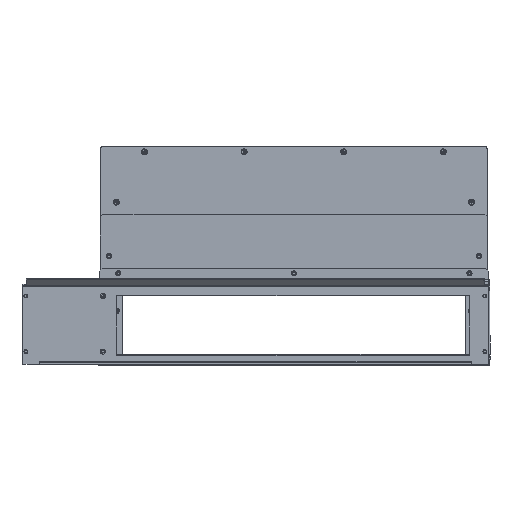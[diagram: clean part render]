
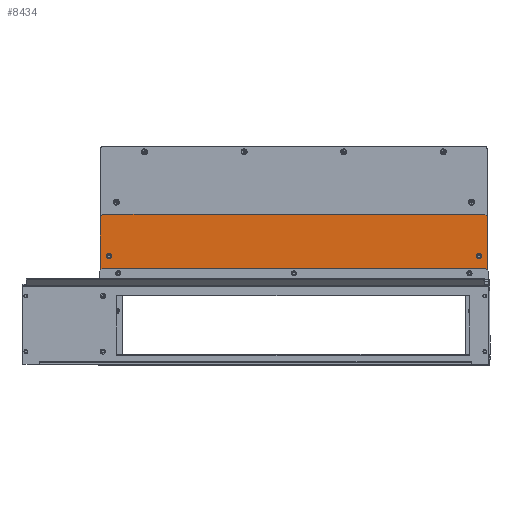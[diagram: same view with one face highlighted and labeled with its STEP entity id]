
A CAD part, top view. The second image highlights one B-rep face of the part: STEP entity #8434.
In plain terms, the highlighted planar face has unit normal (0, 0, 1).
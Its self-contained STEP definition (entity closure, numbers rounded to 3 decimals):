
#151 = CIRCLE ( 'NONE', #5712, 2.59 ) ;
#338 = EDGE_CURVE ( 'NONE', #19072, #18634, #9483, .T. ) ;
#499 = DIRECTION ( 'NONE',  ( 0., 0., 1. ) ) ;
#792 = AXIS2_PLACEMENT_3D ( 'NONE', #17940, #12411, #3325 ) ;
#1136 = AXIS2_PLACEMENT_3D ( 'NONE', #12812, #15829, #2538 ) ;
#1436 = VERTEX_POINT ( 'NONE', #12050 ) ;
#1574 = LINE ( 'NONE', #5614, #1630 ) ;
#1630 = VECTOR ( 'NONE', #16025, 1000. ) ;
#1880 = CARTESIAN_POINT ( 'NONE',  ( -226., 9.5, 0. ) ) ;
#1996 = CIRCLE ( 'NONE', #12845, 2.59 ) ;
#2104 = ORIENTED_EDGE ( 'NONE', *, *, #18475, .F. ) ;
#2266 = ORIENTED_EDGE ( 'NONE', *, *, #10549, .F. ) ;
#2369 = CARTESIAN_POINT ( 'NONE',  ( -228.59, 9.5, 0. ) ) ;
#2463 = PLANE ( 'NONE',  #17698 ) ;
#2538 = DIRECTION ( 'NONE',  ( 1., 0., 0. ) ) ;
#2563 = ORIENTED_EDGE ( 'NONE', *, *, #15389, .F. ) ;
#2811 = ORIENTED_EDGE ( 'NONE', *, *, #11074, .F. ) ;
#2864 = DIRECTION ( 'NONE',  ( 1., 0., 0. ) ) ;
#2896 = CARTESIAN_POINT ( 'NONE',  ( 0., 75.5, 0. ) ) ;
#3321 = VERTEX_POINT ( 'NONE', #16006 ) ;
#3325 = DIRECTION ( 'NONE',  ( 1., 0., 0. ) ) ;
#3379 = AXIS2_PLACEMENT_3D ( 'NONE', #5662, #4240, #2864 ) ;
#3669 = EDGE_LOOP ( 'NONE', ( #2266, #2563 ) ) ;
#3692 = CARTESIAN_POINT ( 'NONE',  ( -442., 29.5, 0. ) ) ;
#3888 = CARTESIAN_POINT ( 'NONE',  ( -226., 9.5, 0. ) ) ;
#3902 = CARTESIAN_POINT ( 'NONE',  ( -18.41, 9.5, 0. ) ) ;
#3930 = FACE_BOUND ( 'NONE', #3669, .T. ) ;
#4082 = DIRECTION ( 'NONE',  ( 1., 0., 0. ) ) ;
#4240 = DIRECTION ( 'NONE',  ( 0., 0., 1. ) ) ;
#4689 = DIRECTION ( 'NONE',  ( 1., 0., 0. ) ) ;
#4782 = DIRECTION ( 'NONE',  ( 1., 0., 0. ) ) ;
#4806 = ORIENTED_EDGE ( 'NONE', *, *, #8597, .T. ) ;
#4897 = LINE ( 'NONE', #17784, #9727 ) ;
#4941 = VERTEX_POINT ( 'NONE', #8428 ) ;
#4950 = EDGE_CURVE ( 'NONE', #5328, #16741, #17127, .T. ) ;
#5061 = VERTEX_POINT ( 'NONE', #2896 ) ;
#5205 = ORIENTED_EDGE ( 'NONE', *, *, #7346, .F. ) ;
#5260 = FACE_BOUND ( 'NONE', #17105, .T. ) ;
#5328 = VERTEX_POINT ( 'NONE', #12912 ) ;
#5378 = DIRECTION ( 'NONE',  ( 1., 0., 0. ) ) ;
#5614 = CARTESIAN_POINT ( 'NONE',  ( -452., 0., 0. ) ) ;
#5662 = CARTESIAN_POINT ( 'NONE',  ( -10., 29.5, 0. ) ) ;
#5712 = AXIS2_PLACEMENT_3D ( 'NONE', #3888, #499, #9805 ) ;
#5808 = CARTESIAN_POINT ( 'NONE',  ( 0., 0., 0. ) ) ;
#5832 = DIRECTION ( 'NONE',  ( 1., 0., 0. ) ) ;
#5887 = ORIENTED_EDGE ( 'NONE', *, *, #4950, .F. ) ;
#5979 = ORIENTED_EDGE ( 'NONE', *, *, #338, .F. ) ;
#6052 = DIRECTION ( 'NONE',  ( -1., 0., 0. ) ) ;
#6519 = VERTEX_POINT ( 'NONE', #11382 ) ;
#6592 = AXIS2_PLACEMENT_3D ( 'NONE', #13120, #19104, #5832 ) ;
#6791 = LINE ( 'NONE', #5808, #12204 ) ;
#6893 = CIRCLE ( 'NONE', #13412, 2.59 ) ;
#7110 = AXIS2_PLACEMENT_3D ( 'NONE', #18867, #10084, #12885 ) ;
#7346 = EDGE_CURVE ( 'NONE', #16741, #5328, #8847, .T. ) ;
#7669 = LINE ( 'NONE', #10796, #12153 ) ;
#7750 = VERTEX_POINT ( 'NONE', #16571 ) ;
#8174 = FACE_BOUND ( 'NONE', #8631, .T. ) ;
#8261 = EDGE_LOOP ( 'NONE', ( #11654, #18611, #15831, #17844, #10680, #4806 ) ) ;
#8272 = CARTESIAN_POINT ( 'NONE',  ( 0., 0., 0. ) ) ;
#8397 = VERTEX_POINT ( 'NONE', #2369 ) ;
#8428 = CARTESIAN_POINT ( 'NONE',  ( -13., 29.5, 0. ) ) ;
#8429 = VERTEX_POINT ( 'NONE', #18827 ) ;
#8434 = ADVANCED_FACE ( 'NONE', ( #8174, #14096, #3930, #5260, #11195, #15761 ), #2463, .T. ) ;
#8585 = EDGE_LOOP ( 'NONE', ( #9533, #2811 ) ) ;
#8597 = EDGE_CURVE ( 'NONE', #5061, #14995, #7669, .T. ) ;
#8631 = EDGE_LOOP ( 'NONE', ( #18215, #2104 ) ) ;
#8847 = CIRCLE ( 'NONE', #792, 3. ) ;
#9252 = CARTESIAN_POINT ( 'NONE',  ( -431., 9.5, 0. ) ) ;
#9483 = CIRCLE ( 'NONE', #1136, 2.59 ) ;
#9533 = ORIENTED_EDGE ( 'NONE', *, *, #18139, .F. ) ;
#9561 = ORIENTED_EDGE ( 'NONE', *, *, #10083, .F. ) ;
#9727 = VECTOR ( 'NONE', #6052, 1000. ) ;
#9805 = DIRECTION ( 'NONE',  ( 1., 0., 0. ) ) ;
#9960 = CARTESIAN_POINT ( 'NONE',  ( -23.59, 9.5, 0. ) ) ;
#10083 = EDGE_CURVE ( 'NONE', #18634, #19072, #1996, .T. ) ;
#10084 = DIRECTION ( 'NONE',  ( 0., 0., 1. ) ) ;
#10549 = EDGE_CURVE ( 'NONE', #8429, #3321, #11269, .T. ) ;
#10680 = ORIENTED_EDGE ( 'NONE', *, *, #18750, .T. ) ;
#10796 = CARTESIAN_POINT ( 'NONE',  ( 37.75, 37.75, 0. ) ) ;
#10797 = CARTESIAN_POINT ( 'NONE',  ( -3., 78.5, 0. ) ) ;
#10843 = CARTESIAN_POINT ( 'NONE',  ( -439., 29.5, 0. ) ) ;
#10997 = EDGE_CURVE ( 'NONE', #14995, #1436, #4897, .T. ) ;
#11074 = EDGE_CURVE ( 'NONE', #16584, #8397, #151, .T. ) ;
#11195 = FACE_BOUND ( 'NONE', #8585, .T. ) ;
#11269 = CIRCLE ( 'NONE', #15337, 2.59 ) ;
#11371 = VERTEX_POINT ( 'NONE', #16379 ) ;
#11382 = CARTESIAN_POINT ( 'NONE',  ( -7., 29.5, 0. ) ) ;
#11654 = ORIENTED_EDGE ( 'NONE', *, *, #10997, .T. ) ;
#12050 = CARTESIAN_POINT ( 'NONE',  ( -449., 78.5, 0. ) ) ;
#12052 = CARTESIAN_POINT ( 'NONE',  ( -263.75, 263.75, 0. ) ) ;
#12136 = DIRECTION ( 'NONE',  ( -0.707, 0.707, 0. ) ) ;
#12153 = VECTOR ( 'NONE', #12136, 1000. ) ;
#12204 = VECTOR ( 'NONE', #16299, 1000. ) ;
#12243 = DIRECTION ( 'NONE',  ( 0., 0., 1. ) ) ;
#12411 = DIRECTION ( 'NONE',  ( 0., 0., 1. ) ) ;
#12737 = DIRECTION ( 'NONE',  ( 1., 0., 0. ) ) ;
#12777 = CARTESIAN_POINT ( 'NONE',  ( 0., 0., 0. ) ) ;
#12812 = CARTESIAN_POINT ( 'NONE',  ( -21., 9.5, 0. ) ) ;
#12845 = AXIS2_PLACEMENT_3D ( 'NONE', #17020, #14508, #5378 ) ;
#12885 = DIRECTION ( 'NONE',  ( 1., 0., 0. ) ) ;
#12912 = CARTESIAN_POINT ( 'NONE',  ( -445., 29.5, 0. ) ) ;
#13120 = CARTESIAN_POINT ( 'NONE',  ( -10., 29.5, 0. ) ) ;
#13266 = CIRCLE ( 'NONE', #3379, 3. ) ;
#13358 = CARTESIAN_POINT ( 'NONE',  ( -223.41, 9.5, 0. ) ) ;
#13412 = AXIS2_PLACEMENT_3D ( 'NONE', #1880, #15076, #4689 ) ;
#13748 = LINE ( 'NONE', #12777, #17636 ) ;
#13879 = LINE ( 'NONE', #12052, #18606 ) ;
#14033 = DIRECTION ( 'NONE',  ( 1., 0., 0. ) ) ;
#14096 = FACE_BOUND ( 'NONE', #16116, .T. ) ;
#14198 = DIRECTION ( 'NONE',  ( 0., 0., 1. ) ) ;
#14495 = EDGE_CURVE ( 'NONE', #4941, #6519, #13266, .T. ) ;
#14508 = DIRECTION ( 'NONE',  ( 0., 0., 1. ) ) ;
#14977 = CIRCLE ( 'NONE', #6592, 3. ) ;
#14995 = VERTEX_POINT ( 'NONE', #10797 ) ;
#15076 = DIRECTION ( 'NONE',  ( 0., 0., 1. ) ) ;
#15167 = EDGE_CURVE ( 'NONE', #11371, #15544, #13748, .T. ) ;
#15337 = AXIS2_PLACEMENT_3D ( 'NONE', #9252, #12243, #4782 ) ;
#15389 = EDGE_CURVE ( 'NONE', #3321, #8429, #17021, .T. ) ;
#15448 = DIRECTION ( 'NONE',  ( -0.707, -0.707, 0. ) ) ;
#15544 = VERTEX_POINT ( 'NONE', #17893 ) ;
#15761 = FACE_OUTER_BOUND ( 'NONE', #8261, .T. ) ;
#15829 = DIRECTION ( 'NONE',  ( 0., 0., 1. ) ) ;
#15831 = ORIENTED_EDGE ( 'NONE', *, *, #16208, .T. ) ;
#15893 = EDGE_CURVE ( 'NONE', #1436, #7750, #13879, .T. ) ;
#16006 = CARTESIAN_POINT ( 'NONE',  ( -428.41, 9.5, 0. ) ) ;
#16025 = DIRECTION ( 'NONE',  ( 0., -1., 0. ) ) ;
#16116 = EDGE_LOOP ( 'NONE', ( #5887, #5205 ) ) ;
#16208 = EDGE_CURVE ( 'NONE', #7750, #11371, #1574, .T. ) ;
#16299 = DIRECTION ( 'NONE',  ( 0., 1., 0. ) ) ;
#16379 = CARTESIAN_POINT ( 'NONE',  ( -452., 0., 0. ) ) ;
#16571 = CARTESIAN_POINT ( 'NONE',  ( -452., 75.5, 0. ) ) ;
#16584 = VERTEX_POINT ( 'NONE', #13358 ) ;
#16741 = VERTEX_POINT ( 'NONE', #10843 ) ;
#17020 = CARTESIAN_POINT ( 'NONE',  ( -21., 9.5, 0. ) ) ;
#17021 = CIRCLE ( 'NONE', #7110, 2.59 ) ;
#17105 = EDGE_LOOP ( 'NONE', ( #5979, #9561 ) ) ;
#17127 = CIRCLE ( 'NONE', #18340, 3. ) ;
#17260 = DIRECTION ( 'NONE',  ( 0., 0., 1. ) ) ;
#17636 = VECTOR ( 'NONE', #14033, 1000. ) ;
#17698 = AXIS2_PLACEMENT_3D ( 'NONE', #8272, #14198, #12737 ) ;
#17784 = CARTESIAN_POINT ( 'NONE',  ( 0., 78.5, 0. ) ) ;
#17844 = ORIENTED_EDGE ( 'NONE', *, *, #15167, .T. ) ;
#17893 = CARTESIAN_POINT ( 'NONE',  ( 0., 0., 0. ) ) ;
#17940 = CARTESIAN_POINT ( 'NONE',  ( -442., 29.5, 0. ) ) ;
#18139 = EDGE_CURVE ( 'NONE', #8397, #16584, #6893, .T. ) ;
#18215 = ORIENTED_EDGE ( 'NONE', *, *, #14495, .F. ) ;
#18340 = AXIS2_PLACEMENT_3D ( 'NONE', #3692, #17260, #4082 ) ;
#18475 = EDGE_CURVE ( 'NONE', #6519, #4941, #14977, .T. ) ;
#18606 = VECTOR ( 'NONE', #15448, 1000. ) ;
#18611 = ORIENTED_EDGE ( 'NONE', *, *, #15893, .T. ) ;
#18634 = VERTEX_POINT ( 'NONE', #3902 ) ;
#18750 = EDGE_CURVE ( 'NONE', #15544, #5061, #6791, .T. ) ;
#18827 = CARTESIAN_POINT ( 'NONE',  ( -433.59, 9.5, 0. ) ) ;
#18867 = CARTESIAN_POINT ( 'NONE',  ( -431., 9.5, 0. ) ) ;
#19072 = VERTEX_POINT ( 'NONE', #9960 ) ;
#19104 = DIRECTION ( 'NONE',  ( 0., 0., 1. ) ) ;
